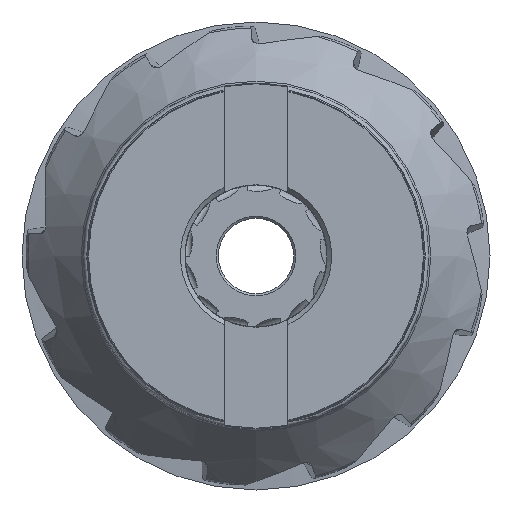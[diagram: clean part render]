
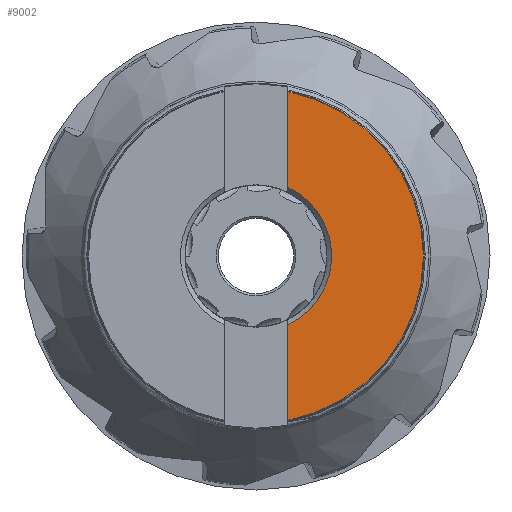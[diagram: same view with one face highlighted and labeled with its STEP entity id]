
A CAD part, left-side view. The second image highlights one B-rep face of the part: STEP entity #9002.
In plain terms, the highlighted planar face has unit normal (-1, 0, 0).
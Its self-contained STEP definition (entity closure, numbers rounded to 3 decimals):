
#48 = ORIENTED_EDGE ( 'NONE', *, *, #8317, .F. ) ;
#75 = VERTEX_POINT ( 'NONE', #7753 ) ;
#104 = VECTOR ( 'NONE', #7805, 1000. ) ;
#185 = ORIENTED_EDGE ( 'NONE', *, *, #6075, .T. ) ;
#311 = CIRCLE ( 'NONE', #1117, 37.79 ) ;
#490 = CARTESIAN_POINT ( 'NONE',  ( -49.4, -7.2, 0. ) ) ;
#1117 = AXIS2_PLACEMENT_3D ( 'NONE', #1899, #9226, #2958 ) ;
#1796 = CARTESIAN_POINT ( 'NONE',  ( -49.4, 0., 0. ) ) ;
#1899 = CARTESIAN_POINT ( 'NONE',  ( -49.4, 0., 0. ) ) ;
#2006 = DIRECTION ( 'NONE',  ( 0., 0., 1. ) ) ;
#2249 = CIRCLE ( 'NONE', #9807, 17.075 ) ;
#2336 = CARTESIAN_POINT ( 'NONE',  ( -49.4, -7.2, 37.098 ) ) ;
#2856 = DIRECTION ( 'NONE',  ( 0., 0., 1. ) ) ;
#2958 = DIRECTION ( 'NONE',  ( 0., 1., 0. ) ) ;
#3158 = ORIENTED_EDGE ( 'NONE', *, *, #11056, .F. ) ;
#3496 = CARTESIAN_POINT ( 'NONE',  ( -49.4, -7.2, -15.483 ) ) ;
#3694 = VECTOR ( 'NONE', #7028, 1000. ) ;
#3861 = LINE ( 'NONE', #490, #104 ) ;
#3864 = CARTESIAN_POINT ( 'NONE',  ( -49.4, -7.2, 0. ) ) ;
#5719 = AXIS2_PLACEMENT_3D ( 'NONE', #7240, #8293, #2006 ) ;
#6075 = EDGE_CURVE ( 'NONE', #75, #11012, #2249, .T. ) ;
#6571 = ORIENTED_EDGE ( 'NONE', *, *, #10023, .F. ) ;
#6573 = VERTEX_POINT ( 'NONE', #9620 ) ;
#6820 = LINE ( 'NONE', #3864, #3694 ) ;
#7028 = DIRECTION ( 'NONE',  ( 0., 0., 1. ) ) ;
#7121 = FACE_OUTER_BOUND ( 'NONE', #8640, .T. ) ;
#7240 = CARTESIAN_POINT ( 'NONE',  ( -49.4, 39., 0. ) ) ;
#7753 = CARTESIAN_POINT ( 'NONE',  ( -49.4, -7.2, 15.483 ) ) ;
#7805 = DIRECTION ( 'NONE',  ( 0., 0., 1. ) ) ;
#8293 = DIRECTION ( 'NONE',  ( -1., 0., 0. ) ) ;
#8317 = EDGE_CURVE ( 'NONE', #6573, #11012, #6820, .T. ) ;
#8640 = EDGE_LOOP ( 'NONE', ( #48, #6571, #3158, #185 ) ) ;
#9002 = ADVANCED_FACE ( 'NONE', ( #7121 ), #13511, .T. ) ;
#9129 = DIRECTION ( 'NONE',  ( 1., 0., 0. ) ) ;
#9226 = DIRECTION ( 'NONE',  ( 1., 0., 0. ) ) ;
#9620 = CARTESIAN_POINT ( 'NONE',  ( -49.4, -7.2, -37.098 ) ) ;
#9807 = AXIS2_PLACEMENT_3D ( 'NONE', #1796, #9129, #2856 ) ;
#10023 = EDGE_CURVE ( 'NONE', #11456, #6573, #311, .T. ) ;
#11012 = VERTEX_POINT ( 'NONE', #3496 ) ;
#11056 = EDGE_CURVE ( 'NONE', #75, #11456, #3861, .T. ) ;
#11456 = VERTEX_POINT ( 'NONE', #2336 ) ;
#13511 = PLANE ( 'NONE',  #5719 ) ;
